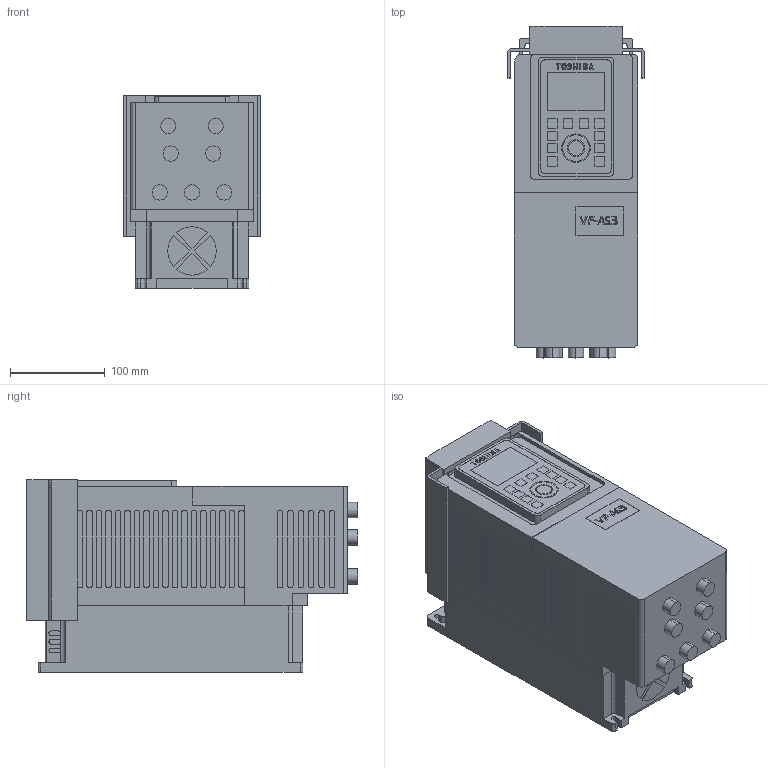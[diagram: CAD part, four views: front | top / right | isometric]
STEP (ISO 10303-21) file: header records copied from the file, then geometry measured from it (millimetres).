
FILE_DESCRIPTION (( 'STEP AP214' ), '1' );
FILE_NAME ('VFAS3-4007PC.STEP', '2024-02-28T01:05:41', ( '' ), ( '' ), 'SwSTEP 2.0', 'SolidWorks 2021', '' );
FILE_SCHEMA (( 'AUTOMOTIVE_DESIGN' ));
Length unit declared in the file: inch
Products named in the file (1): VFAS3-4007PC
Bounding box: 143.84 x 349.58 x 203 mm (x, y, z)
Volume: 7561958.4 mm3; surface area: 342252 mm2
Topology: 2 solids, 2 shells, 693 faces, 1795 edges, 1200 vertices
Faces by surface type: plane 442, cylinder 235, bspline 16
Entity records: 21708 total; most frequent: CARTESIAN_POINT 4315, ORIENTED_EDGE 3590, DIRECTION 3566, EDGE_CURVE 1795, LINE 1274, VECTOR 1274, VERTEX_POINT 1200, AXIS2_PLACEMENT_3D 1146
